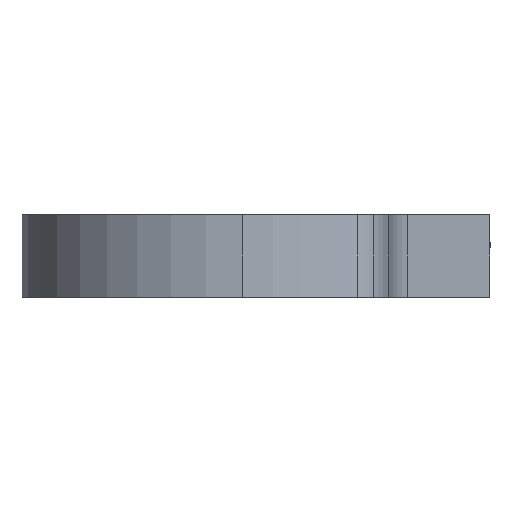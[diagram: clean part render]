
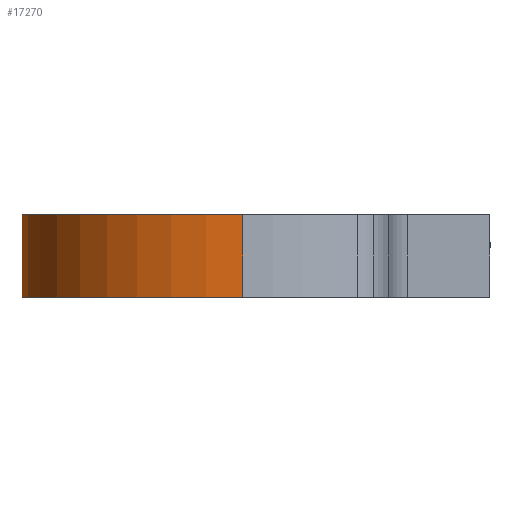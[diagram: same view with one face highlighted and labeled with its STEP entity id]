
A CAD part, left-side view. The second image highlights one B-rep face of the part: STEP entity #17270.
In plain terms, the highlighted cylindrical face has radius 21.5 mm (diameter 43 mm), a partial arc.
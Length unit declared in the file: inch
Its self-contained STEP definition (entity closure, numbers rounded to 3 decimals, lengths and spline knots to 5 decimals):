
#334 = EDGE_CURVE ( 'NONE', #14205, #4312, #16487, .T. ) ;
#361 = CARTESIAN_POINT ( 'NONE',  ( 0.75673, 0.37936, 0.23881 ) ) ;
#540 = CARTESIAN_POINT ( 'NONE',  ( 0.77429, 0.3421, 0.25936 ) ) ;
#609 = VERTEX_POINT ( 'NONE', #13389 ) ;
#948 = VERTEX_POINT ( 'NONE', #13879 ) ;
#1080 = VECTOR ( 'NONE', #10935, 39.37008 ) ;
#1626 = CARTESIAN_POINT ( 'NONE',  ( 0.7878, 0.3101, 0.04384 ) ) ;
#1682 = CARTESIAN_POINT ( 'NONE',  ( 0.74348, 0.40467, 0.0993 ) ) ;
#1713 = CARTESIAN_POINT ( 'NONE',  ( 0., 0., 0.31496 ) ) ;
#1895 = DIRECTION ( 'NONE',  ( 1., 0., 0. ) ) ;
#1928 = CARTESIAN_POINT ( 'NONE',  ( 0.73123, 0.42637, 0.14814 ) ) ;
#1937 = FACE_OUTER_BOUND ( 'NONE', #8588, .T. ) ;
#1986 = CARTESIAN_POINT ( 'NONE',  ( 0.79415, 0.2935, 0.27549 ) ) ;
#2154 = CIRCLE ( 'NONE', #5074, 0.84646 ) ;
#2664 = B_SPLINE_CURVE_WITH_KNOTS ( 'NONE', 3,
 ( #10135, #2975, #1626, #4331, #4457, #6818, #14397, #14282, #7342, #10204, #1682, #12482, #3953, #9695, #13891, #5393, #1928, #9082, #10320, #11732, #15938, #8829, #10378, #14686, #361, #6193, #15878, #540, #17482, #3093, #1986, #13030 ),
 .UNSPECIFIED., .F., .F.,
 ( 4, 2, 2, 2, 2, 2, 2, 2, 2, 2, 2, 2, 2, 2, 2, 4 ),
 ( 0., 0.00139, 0.00209, 0.00279, 0.00348, 0.00418, 0.00453, 0.00487, 0.00557, 0.00627, 0.00696, 0.00766, 0.00836, 0.00905, 0.00975, 0.01114 ),
 .UNSPECIFIED. ) ;
#2975 = CARTESIAN_POINT ( 'NONE',  ( 0.79416, 0.29348, 0.03947 ) ) ;
#3093 = CARTESIAN_POINT ( 'NONE',  ( 0.78778, 0.31014, 0.27111 ) ) ;
#3224 = DIRECTION ( 'NONE',  ( 1., 0., 0. ) ) ;
#3274 = VECTOR ( 'NONE', #14367, 39.37008 ) ;
#3953 = CARTESIAN_POINT ( 'NONE',  ( 0.73806, 0.41444, 0.11379 ) ) ;
#4312 = VERTEX_POINT ( 'NONE', #5587 ) ;
#4331 = CARTESIAN_POINT ( 'NONE',  ( 0.77776, 0.33414, 0.05238 ) ) ;
#4457 = CARTESIAN_POINT ( 'NONE',  ( 0.77433, 0.34201, 0.05556 ) ) ;
#4606 = LINE ( 'NONE', #14424, #3274 ) ;
#4616 = ORIENTED_EDGE ( 'NONE', *, *, #334, .T. ) ;
#4842 = EDGE_CURVE ( 'NONE', #609, #8801, #2154, .T. ) ;
#5074 = AXIS2_PLACEMENT_3D ( 'NONE', #1713, #13123, #1895 ) ;
#5196 = CARTESIAN_POINT ( 'NONE',  ( 0.80006, 0.27639, 0. ) ) ;
#5393 = CARTESIAN_POINT ( 'NONE',  ( 0.73218, 0.42475, 0.13884 ) ) ;
#5468 = ORIENTED_EDGE ( 'NONE', *, *, #13711, .F. ) ;
#5587 = CARTESIAN_POINT ( 'NONE',  ( -0.84646, 0., 0. ) ) ;
#6090 = CARTESIAN_POINT ( 'NONE',  ( -0.84646, 0., 0.31496 ) ) ;
#6108 = CARTESIAN_POINT ( 'NONE',  ( 0.80006, 0.27639, 0.03593 ) ) ;
#6144 = DIRECTION ( 'NONE',  ( 0., 0., 1. ) ) ;
#6193 = CARTESIAN_POINT ( 'NONE',  ( 0.76373, 0.36506, 0.24799 ) ) ;
#6634 = CARTESIAN_POINT ( 'NONE',  ( 0., 0., 0.31496 ) ) ;
#6818 = CARTESIAN_POINT ( 'NONE',  ( 0.76736, 0.35738, 0.06281 ) ) ;
#7104 = VERTEX_POINT ( 'NONE', #6108 ) ;
#7342 = CARTESIAN_POINT ( 'NONE',  ( 0.7533, 0.38611, 0.08121 ) ) ;
#8105 = ORIENTED_EDGE ( 'NONE', *, *, #16263, .T. ) ;
#8338 = CARTESIAN_POINT ( 'NONE',  ( 0.80006, 0.27639, 0.31496 ) ) ;
#8588 = EDGE_LOOP ( 'NONE', ( #5468, #9212, #11857, #16218, #8105, #4616 ) ) ;
#8801 = VERTEX_POINT ( 'NONE', #6090 ) ;
#8829 = CARTESIAN_POINT ( 'NONE',  ( 0.74344, 0.40475, 0.21556 ) ) ;
#9082 = CARTESIAN_POINT ( 'NONE',  ( 0.73121, 0.4264, 0.16655 ) ) ;
#9212 = ORIENTED_EDGE ( 'NONE', *, *, #4842, .F. ) ;
#9223 = EDGE_CURVE ( 'NONE', #609, #948, #10431, .T. ) ;
#9695 = CARTESIAN_POINT ( 'NONE',  ( 0.73573, 0.41856, 0.12176 ) ) ;
#10135 = CARTESIAN_POINT ( 'NONE',  ( 0.80006, 0.27639, 0.03593 ) ) ;
#10204 = CARTESIAN_POINT ( 'NONE',  ( 0.74662, 0.39887, 0.09287 ) ) ;
#10320 = CARTESIAN_POINT ( 'NONE',  ( 0.73214, 0.42482, 0.17586 ) ) ;
#10378 = CARTESIAN_POINT ( 'NONE',  ( 0.74663, 0.39885, 0.22211 ) ) ;
#10431 = LINE ( 'NONE', #8338, #1080 ) ;
#10667 = VECTOR ( 'NONE', #18163, 39.37008 ) ;
#10688 = DIRECTION ( 'NONE',  ( -1., 0., 0. ) ) ;
#10935 = DIRECTION ( 'NONE',  ( 0., 0., -1. ) ) ;
#11015 = AXIS2_PLACEMENT_3D ( 'NONE', #6634, #13524, #10688 ) ;
#11560 = LINE ( 'NONE', #13947, #10667 ) ;
#11732 = CARTESIAN_POINT ( 'NONE',  ( 0.73548, 0.41901, 0.19308 ) ) ;
#11857 = ORIENTED_EDGE ( 'NONE', *, *, #9223, .T. ) ;
#12482 = CARTESIAN_POINT ( 'NONE',  ( 0.73934, 0.41215, 0.11003 ) ) ;
#12802 = AXIS2_PLACEMENT_3D ( 'NONE', #15891, #6144, #3224 ) ;
#13030 = CARTESIAN_POINT ( 'NONE',  ( 0.80006, 0.27639, 0.27903 ) ) ;
#13123 = DIRECTION ( 'NONE',  ( 0., 0., 1. ) ) ;
#13277 = EDGE_CURVE ( 'NONE', #7104, #948, #2664, .T. ) ;
#13389 = CARTESIAN_POINT ( 'NONE',  ( 0.80006, 0.27639, 0.31496 ) ) ;
#13524 = DIRECTION ( 'NONE',  ( 0., 0., -1. ) ) ;
#13711 = EDGE_CURVE ( 'NONE', #8801, #4312, #11560, .T. ) ;
#13879 = CARTESIAN_POINT ( 'NONE',  ( 0.80006, 0.27639, 0.27903 ) ) ;
#13891 = CARTESIAN_POINT ( 'NONE',  ( 0.7347, 0.42037, 0.12595 ) ) ;
#13947 = CARTESIAN_POINT ( 'NONE',  ( -0.84646, 0., 0.31496 ) ) ;
#14205 = VERTEX_POINT ( 'NONE', #5196 ) ;
#14282 = CARTESIAN_POINT ( 'NONE',  ( 0.75677, 0.37928, 0.0761 ) ) ;
#14367 = DIRECTION ( 'NONE',  ( 0., 0., -1. ) ) ;
#14397 = CARTESIAN_POINT ( 'NONE',  ( 0.76379, 0.36493, 0.0669 ) ) ;
#14424 = CARTESIAN_POINT ( 'NONE',  ( 0.80006, 0.27639, 0.31496 ) ) ;
#14686 = CARTESIAN_POINT ( 'NONE',  ( 0.75327, 0.38616, 0.23371 ) ) ;
#15878 = CARTESIAN_POINT ( 'NONE',  ( 0.7673, 0.35751, 0.25209 ) ) ;
#15891 = CARTESIAN_POINT ( 'NONE',  ( 0., 0., 0. ) ) ;
#15938 = CARTESIAN_POINT ( 'NONE',  ( 0.73789, 0.41477, 0.20116 ) ) ;
#16218 = ORIENTED_EDGE ( 'NONE', *, *, #13277, .F. ) ;
#16263 = EDGE_CURVE ( 'NONE', #7104, #14205, #4606, .T. ) ;
#16291 = CYLINDRICAL_SURFACE ( 'NONE', #11015, 0.84646 ) ;
#16487 = CIRCLE ( 'NONE', #12802, 0.84646 ) ;
#17270 = ADVANCED_FACE ( 'NONE', ( #1937 ), #16291, .T. ) ;
#17482 = CARTESIAN_POINT ( 'NONE',  ( 0.77773, 0.33422, 0.26255 ) ) ;
#18163 = DIRECTION ( 'NONE',  ( 0., 0., -1. ) ) ;
